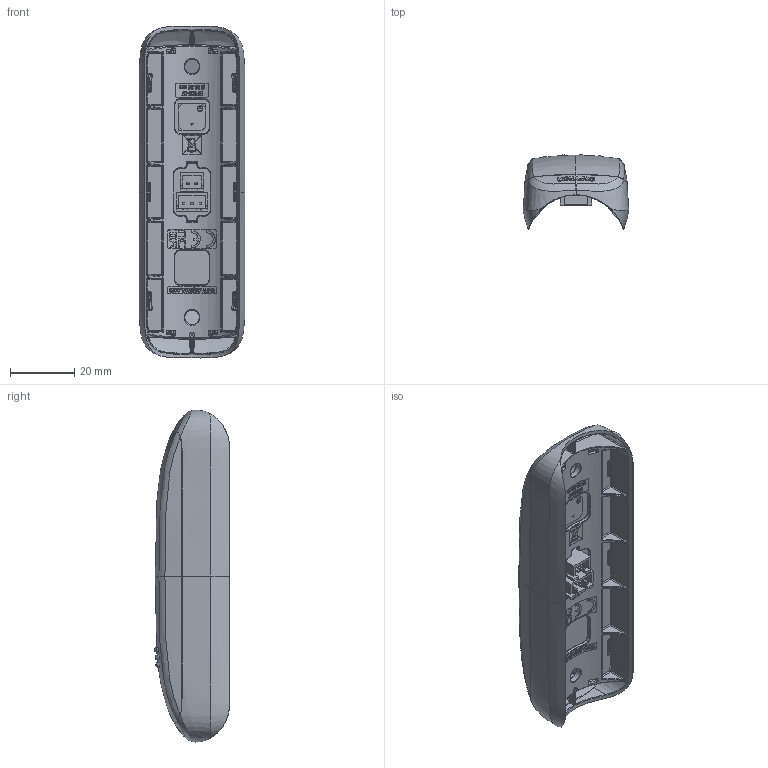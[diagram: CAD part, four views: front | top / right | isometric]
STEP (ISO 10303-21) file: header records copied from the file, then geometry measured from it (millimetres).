
FILE_DESCRIPTION (( 'STEP AP203' ), '1' );
FILE_NAME ('CSR-30-32-T23.STEP', '2023-04-06T08:23:37', ( '' ), ( '' ), 'SwSTEP 2.0', 'SolidWorks 2021', '' );
FILE_SCHEMA (( 'CONFIG_CONTROL_DESIGN' ));
Products named in the file (1): CSR-30-32-T23
Bounding box: 32.8 x 23.29 x 103.24 mm (x, y, z)
Volume: 20614 mm3; surface area: 31666.7 mm2
Topology: 20 solids, 20 shells, 5182 faces, 13468 edges, 8412 vertices
Faces by surface type: plane 2165, bspline 1935, cylinder 854, sphere 150, torus 40, cone 38
Full cylindrical faces by diameter (mm): 0.281 x1, 0.437 x1, 1.016 x8, 1.8 x1, 5 x2, 5.6 x1, 6 x1
Entity records: 243828 total; most frequent: CARTESIAN_POINT 135382, ORIENTED_EDGE 26570, DIRECTION 16481, EDGE_CURVE 13285, VERTEX_POINT 8381, VECTOR 5707, LINE 5707, EDGE_LOOP 5492
